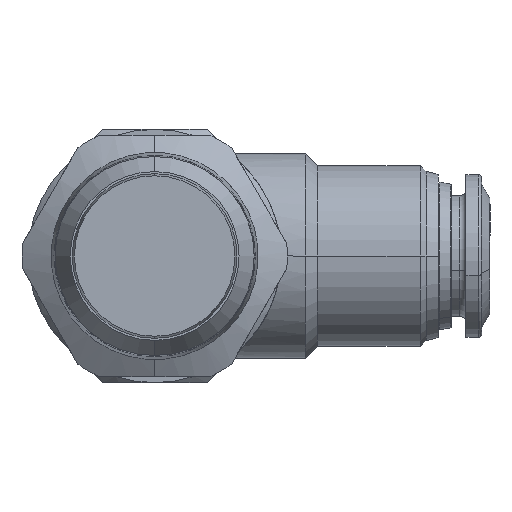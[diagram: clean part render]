
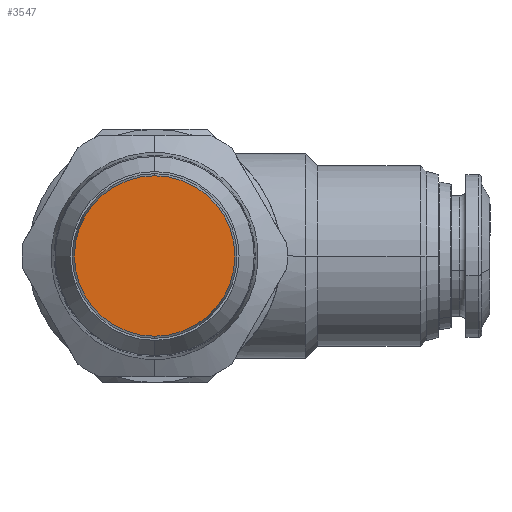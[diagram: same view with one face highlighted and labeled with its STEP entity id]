
A CAD part, front view. The second image highlights one B-rep face of the part: STEP entity #3547.
In plain terms, the highlighted planar face has unit normal (0, -1, 0).
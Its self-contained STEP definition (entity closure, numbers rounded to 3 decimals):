
#1929 = CARTESIAN_POINT ( 'NONE',  ( 0., 0., 6.65 ) ) ;
#1932 = CARTESIAN_POINT ( 'NONE',  ( 0., 0., -6.65 ) ) ;
#2459 = CARTESIAN_POINT ( 'NONE',  ( 0., 0., 0. ) ) ;
#2460 = DIRECTION ( 'NONE',  ( 0., -1., 0. ) ) ;
#2461 = DIRECTION ( 'NONE',  ( 0., 0., -1. ) ) ;
#2973 = EDGE_CURVE ( 'NONE', #5207, #5211, #4792, .T. ) ;
#3547 = ADVANCED_FACE ( 'NONE', ( #3782 ), #7286, .T. ) ;
#3782 = FACE_OUTER_BOUND ( 'NONE', #5314, .T. ) ;
#4220 = CIRCLE ( 'NONE', #9255, 6.65 ) ;
#4792 = CIRCLE ( 'NONE', #6332, 6.65 ) ;
#5207 = VERTEX_POINT ( 'NONE', #1932 ) ;
#5211 = VERTEX_POINT ( 'NONE', #1929 ) ;
#5314 = EDGE_LOOP ( 'NONE', ( #6643, #6644 ) ) ;
#6079 = CARTESIAN_POINT ( 'NONE',  ( 0., 0., 0. ) ) ;
#6080 = DIRECTION ( 'NONE',  ( 0., -1., 0. ) ) ;
#6081 = DIRECTION ( 'NONE',  ( 0., 0., -1. ) ) ;
#6332 = AXIS2_PLACEMENT_3D ( 'NONE', #6079, #6080, #6081 ) ;
#6643 = ORIENTED_EDGE ( 'NONE', *, *, #8905, .T. ) ;
#6644 = ORIENTED_EDGE ( 'NONE', *, *, #2973, .T. ) ;
#7286 = PLANE ( 'NONE',  #7740 ) ;
#7294 = CARTESIAN_POINT ( 'NONE',  ( 0., 0., 0. ) ) ;
#7295 = DIRECTION ( 'NONE',  ( 0., -1., 0. ) ) ;
#7296 = DIRECTION ( 'NONE',  ( 0., 0., -1. ) ) ;
#7740 = AXIS2_PLACEMENT_3D ( 'NONE', #7294, #7295, #7296 ) ;
#8905 = EDGE_CURVE ( 'NONE', #5211, #5207, #4220, .T. ) ;
#9255 = AXIS2_PLACEMENT_3D ( 'NONE', #2459, #2460, #2461 ) ;
